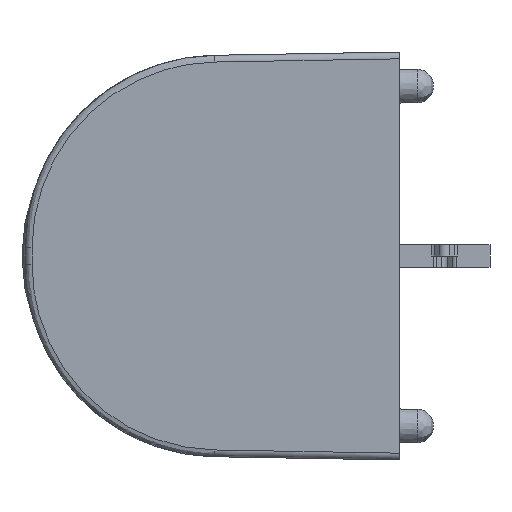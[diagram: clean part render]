
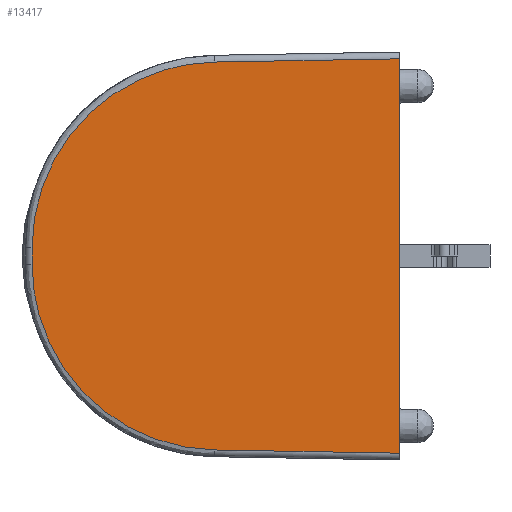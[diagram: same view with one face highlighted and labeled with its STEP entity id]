
A CAD part, left-side view. The second image highlights one B-rep face of the part: STEP entity #13417.
In plain terms, the highlighted planar face has unit normal (-1, 0.018, 0).
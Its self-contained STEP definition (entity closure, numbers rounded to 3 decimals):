
#70=DIRECTION('',(0.,0.,1.));
#71=VECTOR('',#70,17.4);
#72=CARTESIAN_POINT('',(-21.5,0.,-8.7));
#73=LINE('',#72,#71);
#3838=DIRECTION('',(0.017,1.,0.017));
#3839=VECTOR('',#3838,8.151);
#3840=CARTESIAN_POINT('',(-21.5,0.,-8.7));
#3841=LINE('',#3840,#3839);
#3842=CARTESIAN_POINT('',(-21.358,8.148,
-8.558));
#3843=CARTESIAN_POINT('',(-21.355,8.324,
-8.555));
#3844=CARTESIAN_POINT('',(-21.349,8.678,
-8.537));
#3845=CARTESIAN_POINT('',(-21.339,9.195,
-8.478));
#3846=CARTESIAN_POINT('',(-21.33,9.763,
-8.376));
#3847=CARTESIAN_POINT('',(-21.319,10.364,
-8.221));
#3848=CARTESIAN_POINT('',(-21.308,10.995,
-8.005));
#3849=CARTESIAN_POINT('',(-21.297,11.618,
-7.731));
#3850=CARTESIAN_POINT('',(-21.287,12.208,
-7.411));
#3851=CARTESIAN_POINT('',(-21.277,12.767,
-7.046));
#3852=CARTESIAN_POINT('',(-21.268,13.297,
-6.635));
#3853=CARTESIAN_POINT('',(-21.259,13.792,
-6.181));
#3854=CARTESIAN_POINT('',(-21.251,14.249,
-5.689));
#3855=CARTESIAN_POINT('',(-21.244,14.662,
-5.163));
#3856=CARTESIAN_POINT('',(-21.238,15.031,
-4.605));
#3857=CARTESIAN_POINT('',(-21.232,15.358,
-4.011));
#3858=CARTESIAN_POINT('',(-21.227,15.631,
-3.398));
#3859=CARTESIAN_POINT('',(-21.223,15.845,
-2.788));
#3860=CARTESIAN_POINT('',(-21.221,15.999,
-2.215));
#3861=CARTESIAN_POINT('',(-21.219,16.109,
-1.657));
#3862=CARTESIAN_POINT('',(-21.218,16.183,
-1.062));
#3863=CARTESIAN_POINT('',(-21.217,16.205,
-0.602));
#3864=CARTESIAN_POINT('',(-21.217,16.205,
-0.359));
#3866=DIRECTION('',(0.,0.,1.));
#3867=VECTOR('',#3866,0.718);
#3868=CARTESIAN_POINT('',(-21.217,16.205,
-0.359));
#3869=LINE('',#3868,#3867);
#3870=CARTESIAN_POINT('',(-21.217,16.205,
0.359));
#3871=CARTESIAN_POINT('',(-21.217,16.205,
0.534));
#3872=CARTESIAN_POINT('',(-21.217,16.194,
0.886));
#3873=CARTESIAN_POINT('',(-21.218,16.145,1.402));
#3874=CARTESIAN_POINT('',(-21.22,16.053,1.97));
#3875=CARTESIAN_POINT('',(-21.222,15.909,2.573));
#3876=CARTESIAN_POINT('',(-21.226,15.705,3.208));
#3877=CARTESIAN_POINT('',(-21.23,15.442,3.835));
#3878=CARTESIAN_POINT('',(-21.236,15.133,4.431));
#3879=CARTESIAN_POINT('',(-21.242,14.779,4.997));
#3880=CARTESIAN_POINT('',(-21.249,14.378,5.534));
#3881=CARTESIAN_POINT('',(-21.257,13.934,6.037));
#3882=CARTESIAN_POINT('',(-21.265,13.45,6.502));
#3883=CARTESIAN_POINT('',(-21.274,12.932,6.925));
#3884=CARTESIAN_POINT('',(-21.284,12.381,7.305));
#3885=CARTESIAN_POINT('',(-21.294,11.793,7.642));
#3886=CARTESIAN_POINT('',(-21.305,11.185,7.927));
#3887=CARTESIAN_POINT('',(-21.315,10.58,8.153));
#3888=CARTESIAN_POINT('',(-21.325,10.008,8.318));
#3889=CARTESIAN_POINT('',(-21.335,9.451,8.437));
#3890=CARTESIAN_POINT('',(-21.345,8.854,8.523));
#3891=CARTESIAN_POINT('',(-21.354,8.392,8.554));
#3892=CARTESIAN_POINT('',(-21.358,8.148,8.558));
#3894=DIRECTION('',(-0.017,-1.,0.017));
#3895=VECTOR('',#3894,8.151);
#3896=CARTESIAN_POINT('',(-21.358,8.148,8.558));
#3897=LINE('',#3896,#3895);
#6797=CARTESIAN_POINT('',(-21.5,0.,-8.7));
#6798=CARTESIAN_POINT('',(-21.358,8.148,
-8.558));
#6799=VERTEX_POINT('',#6797);
#6800=VERTEX_POINT('',#6798);
#6802=VERTEX_POINT('',#3864);
#6805=CARTESIAN_POINT('',(-21.217,16.205,
0.359));
#6806=VERTEX_POINT('',#6805);
#6808=VERTEX_POINT('',#3892);
#6809=CARTESIAN_POINT('',(-21.5,0.,8.7));
#6810=VERTEX_POINT('',#6809);
#13402=CARTESIAN_POINT('',(-21.5,0.,-10.615));
#13403=DIRECTION('',(-1.,0.017,0.));
#13404=DIRECTION('',(0.,0.,1.));
#13405=AXIS2_PLACEMENT_3D('',#13402,#13403,#13404);
#13406=PLANE('',#13405);
#13408=ORIENTED_EDGE('',*,*,#13407,.T.);
#13410=ORIENTED_EDGE('',*,*,#13409,.T.);
#13411=ORIENTED_EDGE('',*,*,#13271,.T.);
#13412=ORIENTED_EDGE('',*,*,#13382,.T.);
#13413=ORIENTED_EDGE('',*,*,#13393,.T.);
#13414=ORIENTED_EDGE('',*,*,#8390,.F.);
#13415=EDGE_LOOP('',(#13408,#13410,#13411,#13412,#13413,#13414));
#13416=FACE_OUTER_BOUND('',#13415,.F.);
#13417=ADVANCED_FACE('',(#13416),#13406,.T.);
#3865=B_SPLINE_CURVE_WITH_KNOTS('',3,(#3842,#3843,#3844,#3845,#3846,#3847,#3848,
#3849,#3850,#3851,#3852,#3853,#3854,#3855,#3856,#3857,#3858,#3859,#3860,#3861,
#3862,#3863,#3864),.UNSPECIFIED.,.F.,.F.,(4,1,1,1,1,1,1,1,1,1,1,1,1,1,1,1,1,1,1,
1,4),(0.,0.05,0.1,0.15,0.2,0.25,0.3,0.35,0.4,0.45,0.5,
0.55,0.6,0.65,0.7,0.75,0.8,0.85,0.9,0.95,1.),.UNSPECIFIED.);
#3893=B_SPLINE_CURVE_WITH_KNOTS('',3,(#3870,#3871,#3872,#3873,#3874,#3875,#3876,
#3877,#3878,#3879,#3880,#3881,#3882,#3883,#3884,#3885,#3886,#3887,#3888,#3889,
#3890,#3891,#3892),.UNSPECIFIED.,.F.,.F.,(4,1,1,1,1,1,1,1,1,1,1,1,1,1,1,1,1,1,1,
1,4),(0.,0.05,0.1,0.15,0.2,0.25,0.3,0.35,0.4,0.45,0.5,
0.55,0.6,0.65,0.7,0.75,0.8,0.85,0.9,0.95,1.),.UNSPECIFIED.);
#8390=EDGE_CURVE('',#6799,#6810,#73,.T.);
#13271=EDGE_CURVE('',#6802,#6806,#3869,.T.);
#13382=EDGE_CURVE('',#6806,#6808,#3893,.T.);
#13393=EDGE_CURVE('',#6808,#6810,#3897,.T.);
#13407=EDGE_CURVE('',#6799,#6800,#3841,.T.);
#13409=EDGE_CURVE('',#6800,#6802,#3865,.T.);
